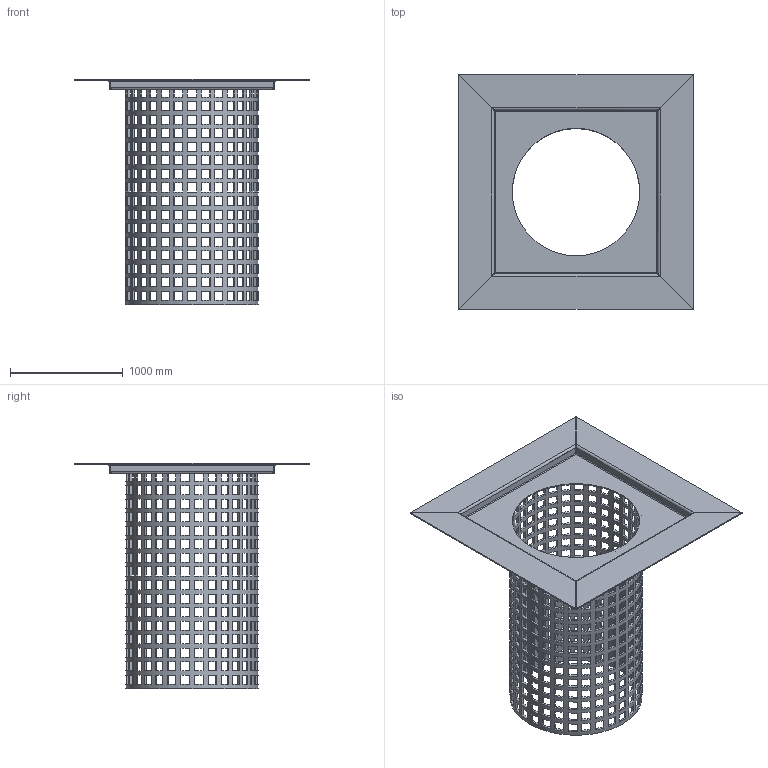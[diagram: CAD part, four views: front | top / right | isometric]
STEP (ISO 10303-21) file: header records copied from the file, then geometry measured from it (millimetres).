
FILE_DESCRIPTION(/* description */ (''),/* implementation_level */ '2;1');
FILE_NAME(/* name */ '16190.070X_3D.stp',/* time_stamp */ '2024-12-12T06:55:58+01:00',/* author */ ('CAD'),/* organization */ (''),/* preprocessor_version */ 'ST-DEVELOPER v20',/* originating_system */ 'AutoCAD Mechanical',/* authorisation */ '');
FILE_SCHEMA (('AUTOMOTIVE_DESIGN { 1 0 10303 214 3 1 1 }'));
Products named in the file (2): Product; *S0
Assembly tree (1 placements, depth 2):
  Product
    *S0
Bounding box: 2080 x 2080 x 2000 mm (x, y, z)
Volume: 114259943 mm3; surface area: 18432981.2 mm2
Topology: 2 solids, 2 shells, 2005 faces, 5942 edges, 3940 vertices
Faces by surface type: plane 1975, cylinder 22, bspline 8
Full cylindrical faces by diameter (mm): 1130 x2, 1170 x1
Entity records: 69575 total; most frequent: CARTESIAN_POINT 12178, DIRECTION 11887, ORIENTED_EDGE 11884, EDGE_CURVE 5942, LINE 3981, VECTOR 3981, AXIS2_PLACEMENT_3D 3953, VERTEX_POINT 3940
